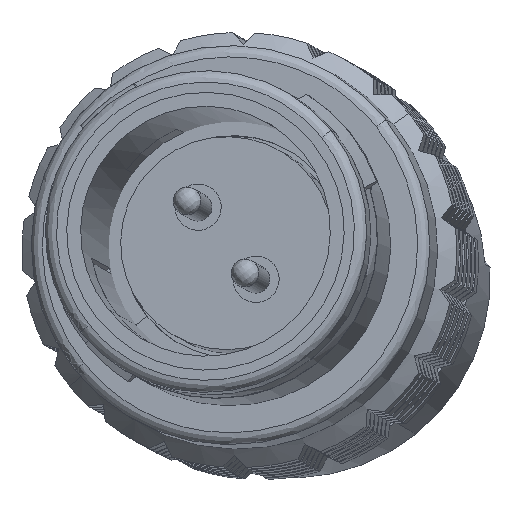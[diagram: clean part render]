
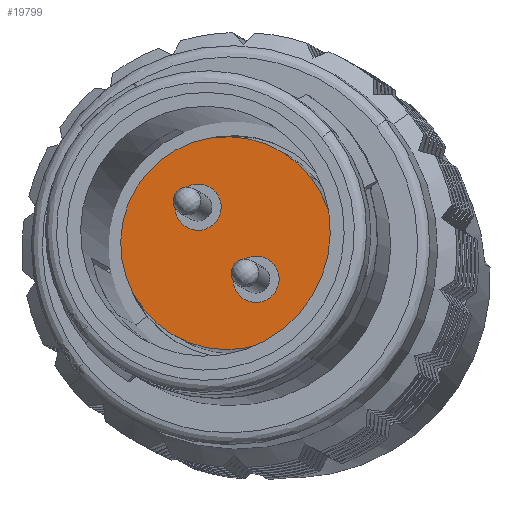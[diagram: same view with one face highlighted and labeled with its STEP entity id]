
A CAD part, isometric view. The second image highlights one B-rep face of the part: STEP entity #19799.
In plain terms, the highlighted face is planar.
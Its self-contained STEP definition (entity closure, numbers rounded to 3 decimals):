
#165 = FACE_BOUND ( 'NONE', #21073, .T. ) ;
#580 = CIRCLE ( 'NONE', #10118, 0.5 ) ;
#1225 = VERTEX_POINT ( 'NONE', #7862 ) ;
#1944 = DIRECTION ( 'NONE',  ( 0., 0., -1. ) ) ;
#2018 = ORIENTED_EDGE ( 'NONE', *, *, #18611, .T. ) ;
#2055 = CIRCLE ( 'NONE', #21923, 2.3 ) ;
#2308 = EDGE_CURVE ( 'NONE', #16698, #12642, #13757, .T. ) ;
#2409 = CIRCLE ( 'NONE', #8354, 2.3 ) ;
#3240 = DIRECTION ( 'NONE',  ( 0., 0., -1. ) ) ;
#4150 = EDGE_CURVE ( 'NONE', #12642, #16698, #18365, .T. ) ;
#4831 = CARTESIAN_POINT ( 'NONE',  ( 0., 0., 4.5 ) ) ;
#4998 = CARTESIAN_POINT ( 'NONE',  ( 0., 0., 4.5 ) ) ;
#5034 = CARTESIAN_POINT ( 'NONE',  ( 0., 1., 4.5 ) ) ;
#5164 = VERTEX_POINT ( 'NONE', #18534 ) ;
#7018 = AXIS2_PLACEMENT_3D ( 'NONE', #5034, #10595, #20450 ) ;
#7061 = ORIENTED_EDGE ( 'NONE', *, *, #8646, .F. ) ;
#7119 = ORIENTED_EDGE ( 'NONE', *, *, #24560, .T. ) ;
#7670 = DIRECTION ( 'NONE',  ( 1., 0., 0. ) ) ;
#7813 = EDGE_CURVE ( 'NONE', #19811, #5164, #2409, .T. ) ;
#7862 = CARTESIAN_POINT ( 'NONE',  ( -0.5, -1., 4.5 ) ) ;
#8073 = EDGE_LOOP ( 'NONE', ( #2018, #7119 ) ) ;
#8354 = AXIS2_PLACEMENT_3D ( 'NONE', #4831, #12380, #20000 ) ;
#8646 = EDGE_CURVE ( 'NONE', #5164, #19811, #2055, .T. ) ;
#8813 = DIRECTION ( 'NONE',  ( 0., 0., -1. ) ) ;
#9380 = DIRECTION ( 'NONE',  ( 0., -1., 0. ) ) ;
#9527 = DIRECTION ( 'NONE',  ( 1., 0., 0. ) ) ;
#9621 = PLANE ( 'NONE',  #16486 ) ;
#9863 = DIRECTION ( 'NONE',  ( 0., 0., -1. ) ) ;
#10118 = AXIS2_PLACEMENT_3D ( 'NONE', #18500, #11257, #7670 ) ;
#10595 = DIRECTION ( 'NONE',  ( 0., 0., -1. ) ) ;
#10795 = EDGE_LOOP ( 'NONE', ( #7061, #23962 ) ) ;
#10885 = ORIENTED_EDGE ( 'NONE', *, *, #2308, .T. ) ;
#11257 = DIRECTION ( 'NONE',  ( 0., 0., -1. ) ) ;
#11383 = CARTESIAN_POINT ( 'NONE',  ( 0., -1., 4.5 ) ) ;
#11986 = AXIS2_PLACEMENT_3D ( 'NONE', #22017, #8813, #16412 ) ;
#12380 = DIRECTION ( 'NONE',  ( 0., 0., -1. ) ) ;
#12460 = AXIS2_PLACEMENT_3D ( 'NONE', #11383, #1944, #9527 ) ;
#12642 = VERTEX_POINT ( 'NONE', #19171 ) ;
#13757 = CIRCLE ( 'NONE', #7018, 0.5 ) ;
#15097 = CARTESIAN_POINT ( 'NONE',  ( 0., 0., 4.5 ) ) ;
#16412 = DIRECTION ( 'NONE',  ( 1., 0., 0. ) ) ;
#16486 = AXIS2_PLACEMENT_3D ( 'NONE', #15097, #9863, #9380 ) ;
#16698 = VERTEX_POINT ( 'NONE', #23396 ) ;
#17462 = CARTESIAN_POINT ( 'NONE',  ( 2.3, 0., 4.5 ) ) ;
#18365 = CIRCLE ( 'NONE', #11986, 0.5 ) ;
#18500 = CARTESIAN_POINT ( 'NONE',  ( 0., -1., 4.5 ) ) ;
#18534 = CARTESIAN_POINT ( 'NONE',  ( -2.3, 0., 4.5 ) ) ;
#18611 = EDGE_CURVE ( 'NONE', #19968, #1225, #580, .T. ) ;
#19171 = CARTESIAN_POINT ( 'NONE',  ( 0.5, 1., 4.5 ) ) ;
#19200 = FACE_BOUND ( 'NONE', #8073, .T. ) ;
#19799 = ADVANCED_FACE ( 'NONE', ( #24586, #165, #19200 ), #9621, .F. ) ;
#19811 = VERTEX_POINT ( 'NONE', #17462 ) ;
#19968 = VERTEX_POINT ( 'NONE', #23691 ) ;
#19981 = ORIENTED_EDGE ( 'NONE', *, *, #4150, .T. ) ;
#20000 = DIRECTION ( 'NONE',  ( -1., 0., 0. ) ) ;
#20171 = DIRECTION ( 'NONE',  ( -1., 0., 0. ) ) ;
#20450 = DIRECTION ( 'NONE',  ( 1., 0., 0. ) ) ;
#21073 = EDGE_LOOP ( 'NONE', ( #19981, #10885 ) ) ;
#21923 = AXIS2_PLACEMENT_3D ( 'NONE', #4998, #3240, #20171 ) ;
#22017 = CARTESIAN_POINT ( 'NONE',  ( 0., 1., 4.5 ) ) ;
#23229 = CIRCLE ( 'NONE', #12460, 0.5 ) ;
#23396 = CARTESIAN_POINT ( 'NONE',  ( -0.5, 1., 4.5 ) ) ;
#23691 = CARTESIAN_POINT ( 'NONE',  ( 0.5, -1., 4.5 ) ) ;
#23962 = ORIENTED_EDGE ( 'NONE', *, *, #7813, .F. ) ;
#24560 = EDGE_CURVE ( 'NONE', #1225, #19968, #23229, .T. ) ;
#24586 = FACE_OUTER_BOUND ( 'NONE', #10795, .T. ) ;
